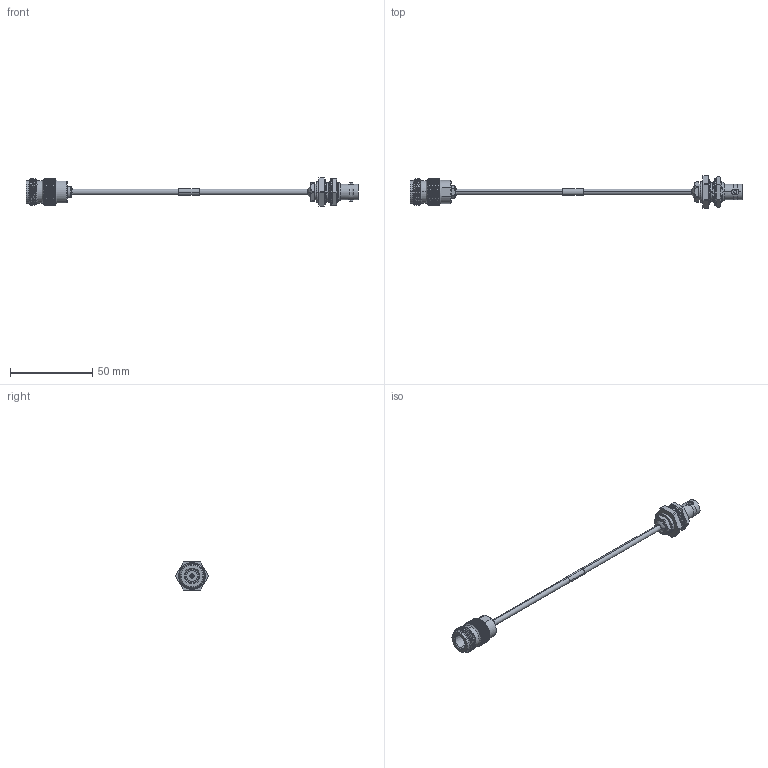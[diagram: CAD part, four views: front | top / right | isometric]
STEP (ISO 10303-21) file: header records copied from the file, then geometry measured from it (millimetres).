
FILE_DESCRIPTION (( 'STEP AP214' ), '1' );
FILE_NAME ('LCCA30442.step', '2020-05-02T08:37:24', ( '' ), ( '' ), 'SwSTEP 2.0', 'SolidWorks 2018', '' );
FILE_SCHEMA (( 'AUTOMOTIVE_DESIGN' ));
Length unit declared in the file: inch
Products named in the file (7): 1AW01-003_.152 ID; LC141TB (141 FORMABLE); solder plug left^LCCA30442; solder plug right^LCCA30442; LCCA30442; LCCN3065; LCCN3055
Assembly tree (6 placements, depth 2):
  LCCA30442
    LC141TB (141 FORMABLE)
    LCCN3055
    solder plug left^LCCA30442
    1AW01-003_.152 ID
    LCCN3065
    solder plug right^LCCA30442
Bounding box: 201.31 x 19.93 x 17.5 mm (x, y, z)
Volume: 8340.2 mm3; surface area: 7534 mm2
Topology: 9 solids, 9 shells, 2630 faces, 5755 edges, 3163 vertices
Faces by surface type: bspline 1873, cylinder 583, plane 103, cone 65, sphere 4, torus 2
Entity records: 108553 total; most frequent: CARTESIAN_POINT 71366, ORIENTED_EDGE 11510, EDGE_CURVE 5755, VERTEX_POINT 3163, DIRECTION 2754, EDGE_LOOP 2662, ADVANCED_FACE 2630, FACE_OUTER_BOUND 2630
